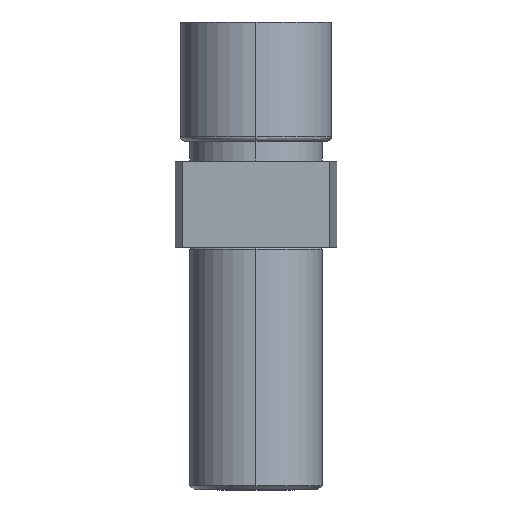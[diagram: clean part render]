
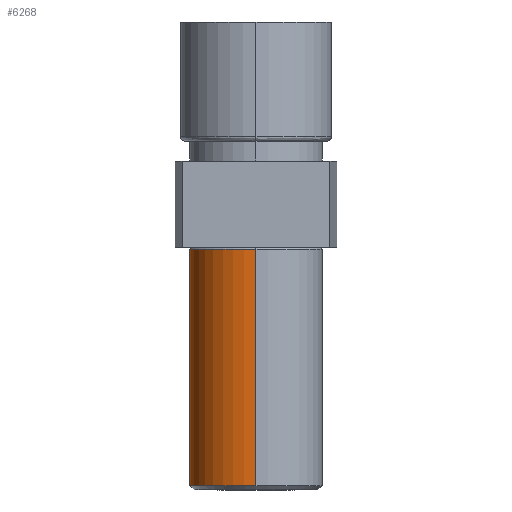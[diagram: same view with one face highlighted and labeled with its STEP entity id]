
A CAD part, left-side view. The second image highlights one B-rep face of the part: STEP entity #6268.
In plain terms, the highlighted cylindrical face has radius 3 mm (diameter 6 mm), a partial arc.
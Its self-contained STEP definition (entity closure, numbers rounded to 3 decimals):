
#183 = AXIS2_PLACEMENT_3D ( 'NONE', #3340, #3334, #3343 ) ;
#471 = AXIS2_PLACEMENT_3D ( 'NONE', #5866, #5864, #5875 ) ;
#473 = CIRCLE ( 'NONE', #471, 3. ) ;
#485 = VECTOR ( 'NONE', #2434, 1000. ) ;
#488 = VECTOR ( 'NONE', #2406, 1000. ) ;
#496 = CIRCLE ( 'NONE', #536, 3. ) ;
#527 = CIRCLE ( 'NONE', #528, 3. ) ;
#528 = AXIS2_PLACEMENT_3D ( 'NONE', #2437, #2465, #2450 ) ;
#536 = AXIS2_PLACEMENT_3D ( 'NONE', #2422, #2395, #2397 ) ;
#885 = ORIENTED_EDGE ( 'NONE', *, *, #6566, .T. ) ;
#914 = ORIENTED_EDGE ( 'NONE', *, *, #6567, .T. ) ;
#932 = ORIENTED_EDGE ( 'NONE', *, *, #6559, .T. ) ;
#936 = ORIENTED_EDGE ( 'NONE', *, *, #6563, .F. ) ;
#990 = ORIENTED_EDGE ( 'NONE', *, *, #6512, .F. ) ;
#1209 = VERTEX_POINT ( 'NONE', #1867 ) ;
#1214 = VERTEX_POINT ( 'NONE', #1847 ) ;
#1226 = VERTEX_POINT ( 'NONE', #1914 ) ;
#1234 = VERTEX_POINT ( 'NONE', #1885 ) ;
#1237 = VERTEX_POINT ( 'NONE', #1902 ) ;
#1549 = EDGE_LOOP ( 'NONE', ( #990, #885, #932, #914, #936 ) ) ;
#1847 = CARTESIAN_POINT ( 'NONE',  ( -39.062, 0., -4.9 ) ) ;
#1867 = CARTESIAN_POINT ( 'NONE',  ( -33.062, 0., -15.6 ) ) ;
#1885 = CARTESIAN_POINT ( 'NONE',  ( -36.062, 3., -15.6 ) ) ;
#1902 = CARTESIAN_POINT ( 'NONE',  ( -33.062, 0., -4.9 ) ) ;
#1914 = CARTESIAN_POINT ( 'NONE',  ( -39.062, 0., -15.6 ) ) ;
#2395 = DIRECTION ( 'NONE',  ( 0., 0., 1. ) ) ;
#2397 = DIRECTION ( 'NONE',  ( -1., 0., 0. ) ) ;
#2402 = CARTESIAN_POINT ( 'NONE',  ( -39.062, 0., -4.8 ) ) ;
#2406 = DIRECTION ( 'NONE',  ( 0., 0., -1. ) ) ;
#2407 = CARTESIAN_POINT ( 'NONE',  ( -33.062, 0., -4.8 ) ) ;
#2420 = LINE ( 'NONE', #2407, #485 ) ;
#2421 = LINE ( 'NONE', #2402, #488 ) ;
#2422 = CARTESIAN_POINT ( 'NONE',  ( -36.062, 0., -15.6 ) ) ;
#2434 = DIRECTION ( 'NONE',  ( 0., 0., -1. ) ) ;
#2437 = CARTESIAN_POINT ( 'NONE',  ( -36.062, 0., -15.6 ) ) ;
#2450 = DIRECTION ( 'NONE',  ( -1., 0., 0. ) ) ;
#2465 = DIRECTION ( 'NONE',  ( 0., 0., 1. ) ) ;
#3311 = FACE_OUTER_BOUND ( 'NONE', #1549, .T. ) ;
#3334 = DIRECTION ( 'NONE',  ( 0., 0., -1. ) ) ;
#3336 = CYLINDRICAL_SURFACE ( 'NONE', #183, 3. ) ;
#3340 = CARTESIAN_POINT ( 'NONE',  ( -36.062, 0., -4.8 ) ) ;
#3343 = DIRECTION ( 'NONE',  ( -1., 0., 0. ) ) ;
#5864 = DIRECTION ( 'NONE',  ( 0., 0., 1. ) ) ;
#5866 = CARTESIAN_POINT ( 'NONE',  ( -36.062, 0., -4.9 ) ) ;
#5875 = DIRECTION ( 'NONE',  ( -1., 0., 0. ) ) ;
#6268 = ADVANCED_FACE ( 'NONE', ( #3311 ), #3336, .T. ) ;
#6512 = EDGE_CURVE ( 'NONE', #1237, #1214, #473, .T. ) ;
#6559 = EDGE_CURVE ( 'NONE', #1209, #1234, #496, .T. ) ;
#6563 = EDGE_CURVE ( 'NONE', #1214, #1226, #2421, .T. ) ;
#6566 = EDGE_CURVE ( 'NONE', #1237, #1209, #2420, .T. ) ;
#6567 = EDGE_CURVE ( 'NONE', #1234, #1226, #527, .T. ) ;
